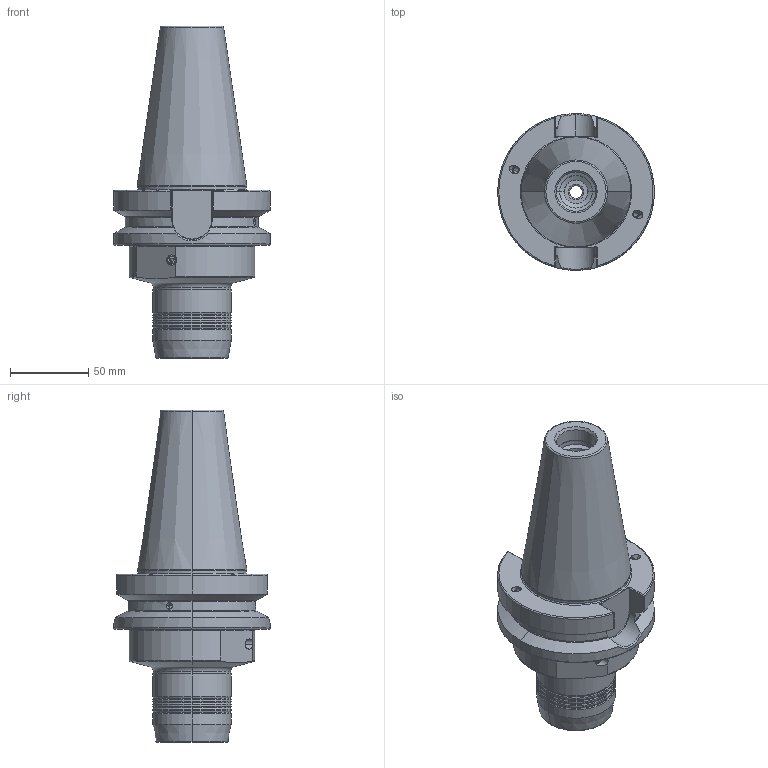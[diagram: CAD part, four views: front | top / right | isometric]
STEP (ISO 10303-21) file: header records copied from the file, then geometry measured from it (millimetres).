
FILE_DESCRIPTION (( 'STEP AP214' ), '1' );
FILE_NAME ('77.503.025 x110_step.STEP', '2020-09-22T06:08:36', ( '' ), ( '' ), 'SwSTEP 2.0', 'SolidWorks 2018', '' );
FILE_SCHEMA (( 'AUTOMOTIVE_DESIGN' ));
Length unit declared in the file: millimetre
Products named in the file (1): 77.503.025 x110_step
Bounding box: 99.97 x 99.97 x 211.8 mm (x, y, z)
Volume: 621779.9 mm3; surface area: 99053.9 mm2
Topology: 9 solids, 9 shells, 419 faces, 962 edges, 567 vertices
Faces by surface type: cylinder 148, cone 98, plane 84, torus 79, bspline 7, sphere 3
Entity records: 19223 total; most frequent: CARTESIAN_POINT 5025, DIRECTION 2135, ORIENTED_EDGE 1892, EDGE_CURVE 946, AXIS2_PLACEMENT_3D 900, VERTEX_POINT 563, CIRCLE 487, EDGE_LOOP 459
